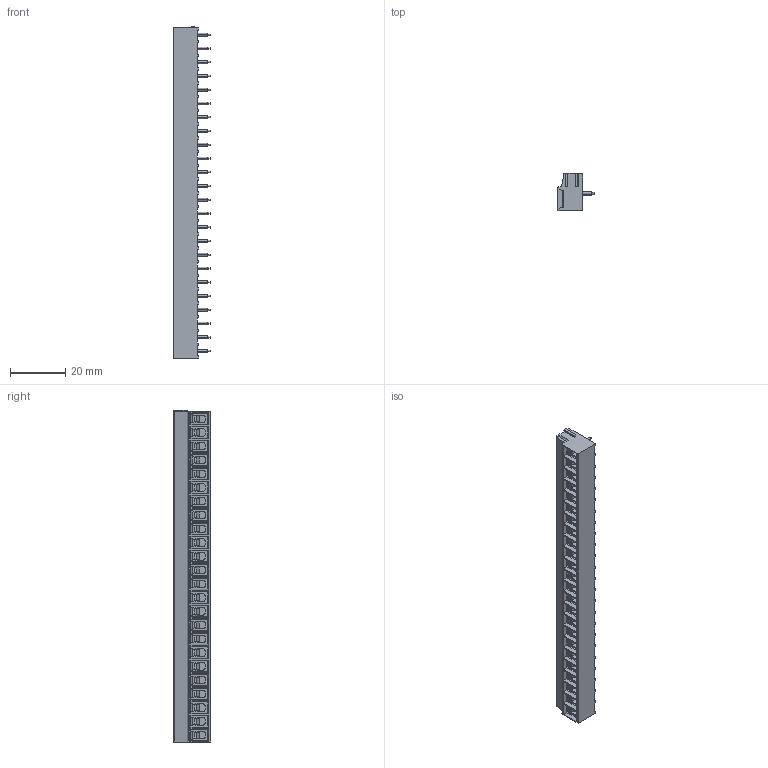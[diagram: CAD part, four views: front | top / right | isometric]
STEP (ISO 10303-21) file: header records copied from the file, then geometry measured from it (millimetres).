
FILE_DESCRIPTION((''),'2;1');
FILE_NAME('PRT0051','2024-11-08T',('yanfa'),(''),'PRO/ENGINEER BY PARAMETRIC TECHNOLOGY CORPORATION, 2009280','PRO/ENGINEER BY PARAMETRIC TECHNOLOGY CORPORATION, 2009280','');
FILE_SCHEMA(('AUTOMOTIVE_DESIGN_CC2 { 1 2 10303 214 -1 1 5 2 }'));
Length unit declared in the file: millimetre
Products named in the file (1): PRT0051
Bounding box: 13.1 x 13.5 x 120.68 mm (x, y, z)
Volume: 10094.7 mm3; surface area: 10437.3 mm2
Topology: 1 solids, 1 shells, 1852 faces, 4857 edges, 3126 vertices
Faces by surface type: plane 1049, cylinder 611, cone 144, torus 48
Entity records: 57359 total; most frequent: CARTESIAN_POINT 10696, DIRECTION 9783, ORIENTED_EDGE 9714, EDGE_CURVE 4857, AXIS2_PLACEMENT_3D 3266, VECTOR 3251, LINE 3251, VERTEX_POINT 3126
